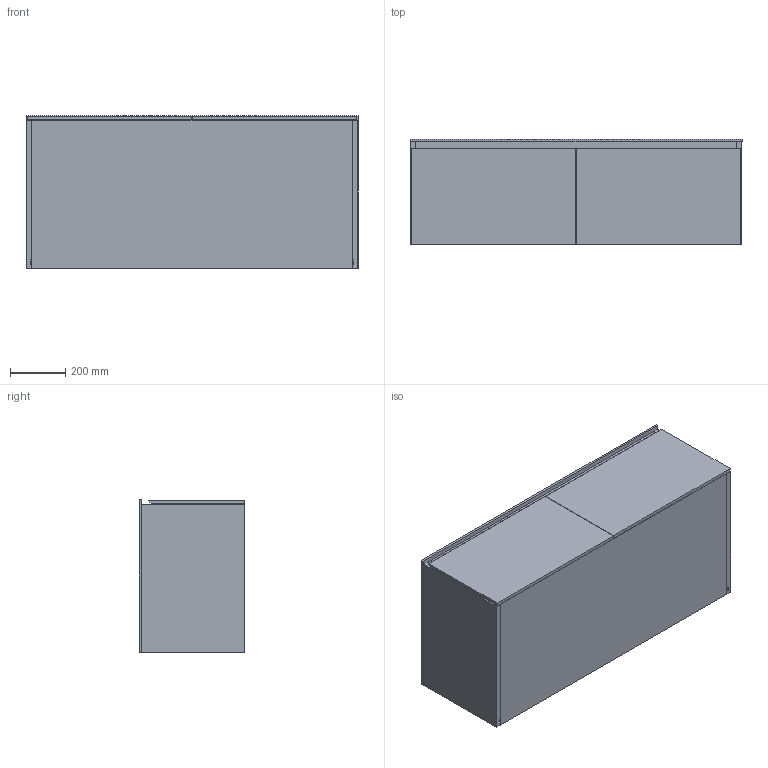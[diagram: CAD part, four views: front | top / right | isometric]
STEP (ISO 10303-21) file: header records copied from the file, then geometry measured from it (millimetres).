
FILE_DESCRIPTION (( 'STEP AP214' ), '1' );
FILE_NAME ('WP1200375-2AUSNCUM-A.STEP', '2020-08-17T13:58:31', ( 'User' ), ( '' ), 'SwSTEP 2.0', 'SolidWorks 2019', '' );
FILE_SCHEMA (( 'AUTOMOTIVE_DESIGN' ));
Length unit declared in the file: millimetre
Products named in the file (5): WP1200375-2AUSNCUM-A; WP 1200375-2AUSNCUM-A_wt_Mit Hahnloch ohne šberlauf; WP 1200375-2AUSNCUM-A_us; WP 1200375-2AUSNCUM-A_wt; WP 1200375-2AUSNCUM-A_us_MDF lackiert<Wie bearbeitet>
Assembly tree (2 placements, depth 2):
  WP1200375-2AUSNCUM-A
    WP 1200375-2AUSNCUM-A_wt_Mit Hahnloch ohne šberlauf
    WP 1200375-2AUSNCUM-A_us_MDF lackiert<Wie bearbeitet>
  WP 1200375-2AUSNCUM-A_us
  WP 1200375-2AUSNCUM-A_wt
Bounding box: 1200 x 382 x 550 mm (x, y, z)
Volume: 54298416.1 mm3; surface area: 7458186.4 mm2
Topology: 20 solids, 20 shells, 215 faces, 521 edges, 347 vertices
Faces by surface type: plane 175, cylinder 30, bspline 10
Entity records: 59210 total; most frequent: CARTESIAN_POINT 53842, ORIENTED_EDGE 1042, DIRECTION 968, EDGE_CURVE 521, LINE 434, VECTOR 434, VERTEX_POINT 347, AXIS2_PLACEMENT_3D 267
